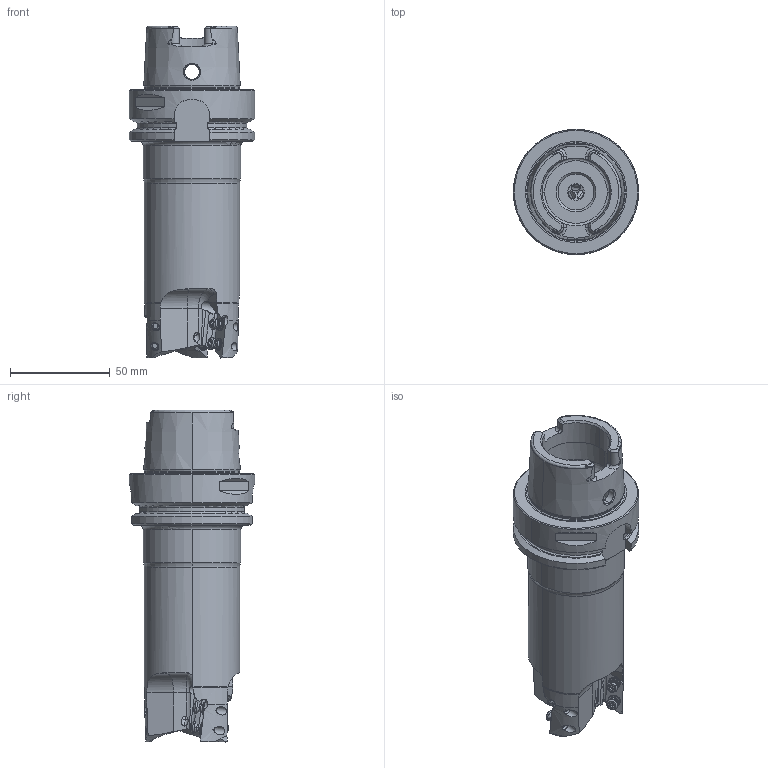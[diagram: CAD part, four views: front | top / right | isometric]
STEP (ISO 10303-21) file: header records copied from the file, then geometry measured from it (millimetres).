
FILE_DESCRIPTION(/* description */ (''),/* implementation_level */ '2;1');
FILE_NAME(/* name */ 'AXD7000R05003A-H63A.stp',/* time_stamp */ '2017-10-05T11:22:46+09:00',/* author */ (''),/* organization */ (''),/* preprocessor_version */ 'ST-DEVELOPER v16',/* originating_system */ 'SIEMENS PLM Software NX 10.0',/* authorisation */ '');
FILE_SCHEMA (('AUTOMOTIVE_DESIGN { 1 0 10303 214 3 1 1 1 }'));
Length unit declared in the file: millimetre
Products named in the file (1): AXD7000R05003A-H63A_ASM
Bounding box: 63 x 63 x 166.72 mm (x, y, z)
Volume: 241163 mm3; surface area: 42797.9 mm2
Topology: 7 solids, 7 shells, 561 faces, 1628 edges, 1078 vertices
Faces by surface type: cylinder 231, cone 142, plane 120, torus 52, sphere 12, bspline 4
Entity records: 26966 total; most frequent: CARTESIAN_POINT 12165, ORIENTED_EDGE 3220, DIRECTION 3018, EDGE_CURVE 1610, AXIS2_PLACEMENT_3D 1271, VERTEX_POINT 1078, CIRCLE 641, EDGE_LOOP 598
